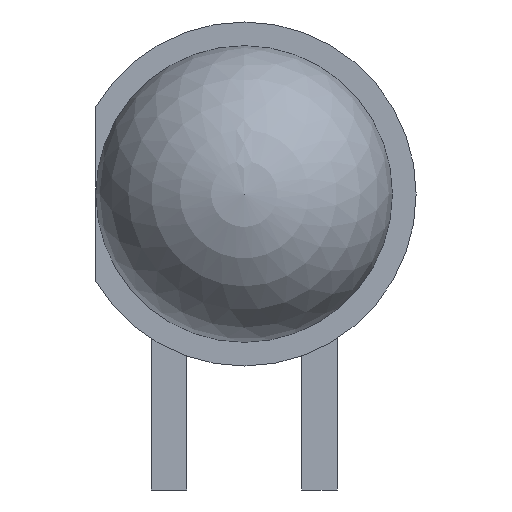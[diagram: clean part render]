
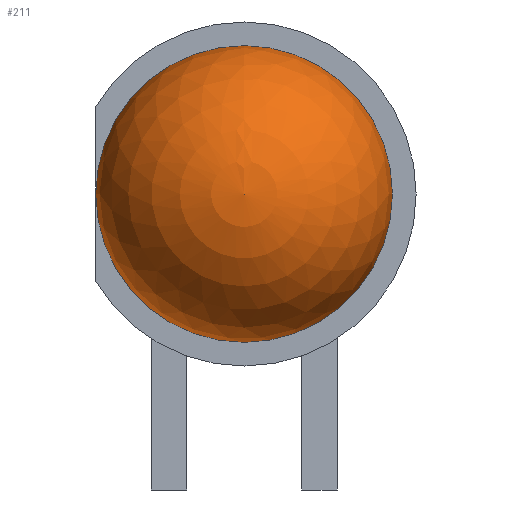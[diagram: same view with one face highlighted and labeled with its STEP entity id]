
A CAD part, front view. The second image highlights one B-rep face of the part: STEP entity #211.
In plain terms, the highlighted spherical face has radius 2.5 mm.
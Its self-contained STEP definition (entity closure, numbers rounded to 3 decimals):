
#190 = VERTEX_POINT('',#191);
#191 = CARTESIAN_POINT('',(0.,-6.,2.5));
#200 = EDGE_CURVE('',#190,#190,#201,.T.);
#201 = CIRCLE('',#202,2.5);
#202 = AXIS2_PLACEMENT_3D('',#203,#204,#205);
#203 = CARTESIAN_POINT('',(0.,-6.,0.));
#204 = DIRECTION('',(0.,1.,0.));
#205 = DIRECTION('',(0.,0.,1.));
#211 = ADVANCED_FACE('',(#212),#225,.T.);
#212 = FACE_BOUND('',#213,.F.);
#213 = EDGE_LOOP('',(#214,#215,#224));
#214 = ORIENTED_EDGE('',*,*,#200,.T.);
#215 = ORIENTED_EDGE('',*,*,#216,.T.);
#216 = EDGE_CURVE('',#190,#217,#219,.T.);
#217 = VERTEX_POINT('',#218);
#218 = CARTESIAN_POINT('',(0.,-8.5,0.));
#219 = CIRCLE('',#220,2.5);
#220 = AXIS2_PLACEMENT_3D('',#221,#222,#223);
#221 = CARTESIAN_POINT('',(0.,-6.,0.));
#222 = DIRECTION('',(1.,0.,0.));
#223 = DIRECTION('',(0.,1.,0.));
#224 = ORIENTED_EDGE('',*,*,#216,.F.);
#225 = SPHERICAL_SURFACE('',#226,2.5);
#226 = AXIS2_PLACEMENT_3D('',#227,#228,#229);
#227 = CARTESIAN_POINT('',(0.,-6.,0.));
#228 = DIRECTION('',(0.,-1.,0.));
#229 = DIRECTION('',(0.,0.,1.));
